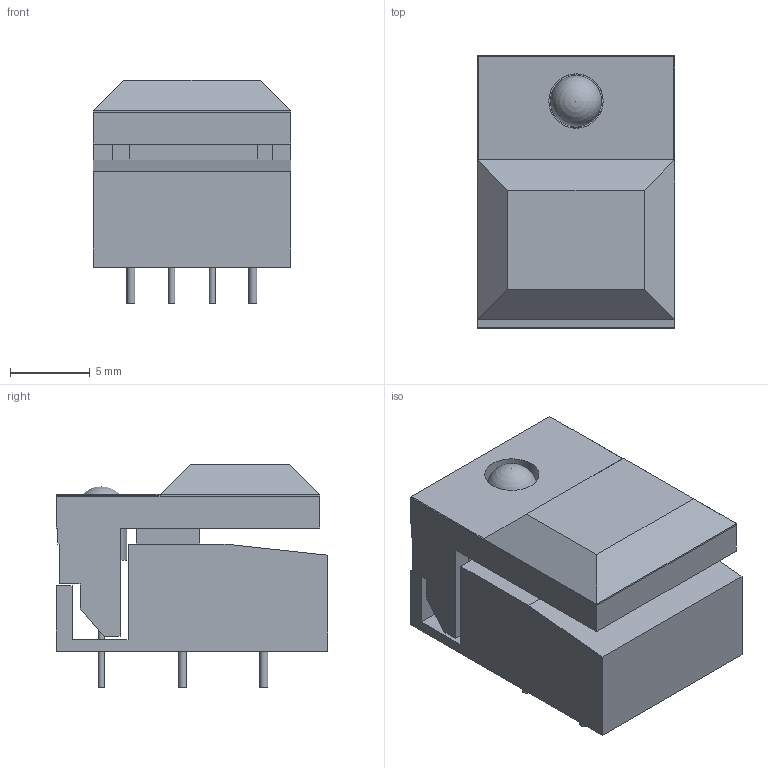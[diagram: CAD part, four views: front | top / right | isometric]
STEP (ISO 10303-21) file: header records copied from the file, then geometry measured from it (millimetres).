
FILE_DESCRIPTION(('FreeCAD Model'),'2;1');
FILE_NAME( 'Button_PB86-A1-Yellow.step', '2021-12-30T10:06:47',('Author'),(''), 'Open CASCADE STEP processor 7.3','FreeCAD','Unknown');
FILE_SCHEMA(('AUTOMOTIVE_DESIGN { 1 0 10303 214 1 1 1 1 }'));
Length unit declared in the file: millimetre
Products named in the file (3): Fusion006; Fusion007; Fusion001
Bounding box: 12.35 x 17 x 14 mm (x, y, z)
Volume: 1522.8 mm3; surface area: 1957.3 mm2
Topology: 3 solids, 3 shells, 93 faces, 216 edges, 137 vertices
Faces by surface type: plane 83, cylinder 9, sphere 1
Full cylindrical faces by diameter (mm): 0.4 x2, 0.5 x4, 3.2 x1, 3.4 x1
Entity records: 2918 total; most frequent: CARTESIAN_POINT 446, ORIENTED_EDGE 430, DIRECTION 424, EDGE_CURVE 215, LINE 194, VECTOR 194, VERTEX_POINT 137, AXIS2_PLACEMENT_3D 115
